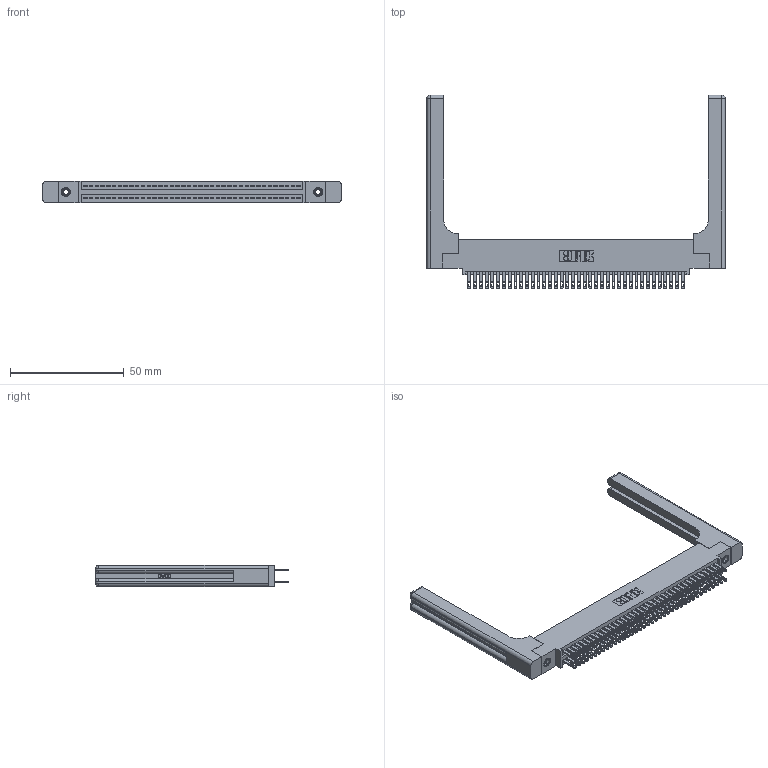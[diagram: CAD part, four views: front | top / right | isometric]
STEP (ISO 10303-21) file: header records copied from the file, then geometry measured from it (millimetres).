
FILE_DESCRIPTION (( 'STEP AP203' ), '1' );
FILE_NAME ('345-076-500-558.STEP', '2019-10-31T11:29:07', ( '' ), ( '' ), 'SwSTEP 2.0', 'SolidWorks 2016', '' );
FILE_SCHEMA (( 'CONFIG_CONTROL_DESIGN' ));
Length unit declared in the file: inch
Products named in the file (5): 345-250-001_345-250-001-102; 345-292-001_345-293-100; 345 Part_0.110 Offset - 0.156 Dia-TH; 345-076-500-558; 345-220-058_345-220-058
Assembly tree (81 placements, depth 2):
  345-076-500-558
    345 Part_0.110 Offset - 0.156 Dia-TH
    345-292-001_345-293-100  x76
    345-250-001_345-250-001-102  x2
    345-220-058_345-220-058  x2
Bounding box: 131.55 x 85.27 x 9.4 mm (x, y, z)
Volume: 21375.4 mm3; surface area: 24918.2 mm2
Topology: 81 solids, 81 shells, 3882 faces, 11735 edges, 7802 vertices
Faces by surface type: plane 2284, cylinder 1538, bspline 36, cone 12, sphere 8, torus 4
Entity records: 35598 total; most frequent: CARTESIAN_POINT 6965, ORIENTED_EDGE 5696, DIRECTION 5080, EDGE_CURVE 2848, VECTOR 2468, LINE 2468, VERTEX_POINT 1890, AXIS2_PLACEMENT_3D 1306
